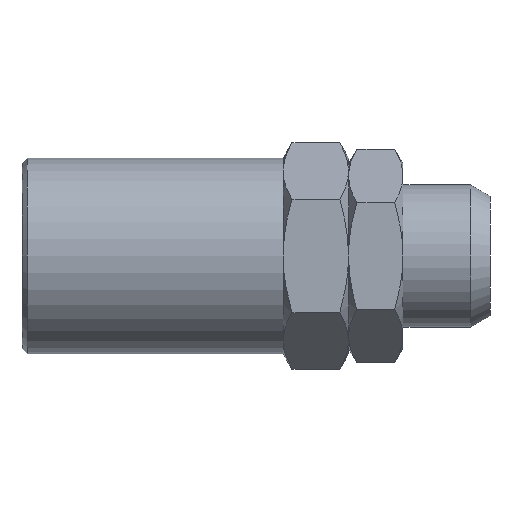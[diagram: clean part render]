
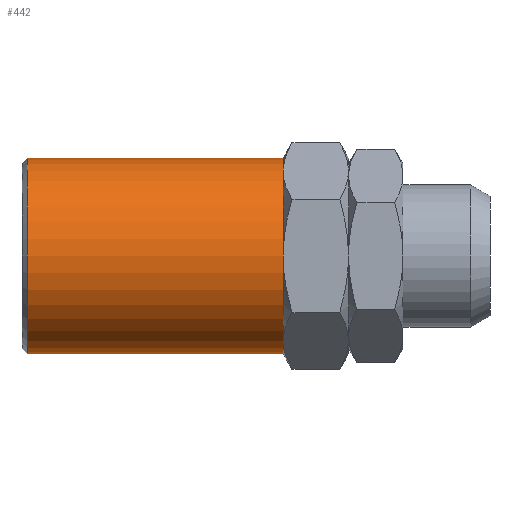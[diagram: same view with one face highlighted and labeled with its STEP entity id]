
A CAD part, left-side view. The second image highlights one B-rep face of the part: STEP entity #442.
In plain terms, the highlighted cylindrical face has radius 9 mm (diameter 18 mm), a full revolution.
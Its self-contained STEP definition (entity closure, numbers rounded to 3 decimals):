
#61 = CARTESIAN_POINT ( 'NONE',  ( 4.5, 11., -7.794 ) ) ;
#72 = EDGE_CURVE ( 'NONE', #1564, #1295, #827, .T. ) ;
#86 = EDGE_CURVE ( 'NONE', #1373, #1564, #813, .T. ) ;
#99 = EDGE_CURVE ( 'NONE', #1295, #1049, #1613, .T. ) ;
#169 = ORIENTED_EDGE ( 'NONE', *, *, #229, .F. ) ;
#206 = CARTESIAN_POINT ( 'NONE',  ( 4.5, 34.5, -7.794 ) ) ;
#222 = EDGE_CURVE ( 'NONE', #1237, #1373, #727, .T. ) ;
#229 = EDGE_CURVE ( 'NONE', #422, #422, #699, .T. ) ;
#232 = CARTESIAN_POINT ( 'NONE',  ( -4.5, 11., -7.794 ) ) ;
#249 = CARTESIAN_POINT ( 'NONE',  ( -4.5, 11., 7.794 ) ) ;
#261 = CARTESIAN_POINT ( 'NONE',  ( 4.5, 11., 7.794 ) ) ;
#293 = CARTESIAN_POINT ( 'NONE',  ( 9., 11., 0. ) ) ;
#296 = CARTESIAN_POINT ( 'NONE',  ( -9., 11., 0. ) ) ;
#318 = CARTESIAN_POINT ( 'NONE',  ( 0., 11., 0. ) ) ;
#344 = EDGE_CURVE ( 'NONE', #1630, #1237, #645, .T. ) ;
#351 = EDGE_CURVE ( 'NONE', #1049, #1630, #652, .T. ) ;
#422 = VERTEX_POINT ( 'NONE', #206 ) ;
#442 = ADVANCED_FACE ( 'NONE', ( #587, #579 ), #573, .T. ) ;
#472 = DIRECTION ( 'NONE',  ( 0., 1., 0. ) ) ;
#502 = ORIENTED_EDGE ( 'NONE', *, *, #351, .T. ) ;
#513 = DIRECTION ( 'NONE',  ( 0.5, 0., -0.866 ) ) ;
#573 = CYLINDRICAL_SURFACE ( 'NONE', #1064, 9. ) ;
#579 = FACE_OUTER_BOUND ( 'NONE', #1558, .T. ) ;
#587 = FACE_OUTER_BOUND ( 'NONE', #1359, .T. ) ;
#622 = CARTESIAN_POINT ( 'NONE',  ( 0., 11., 0. ) ) ;
#628 = DIRECTION ( 'NONE',  ( 0.5, 0., -0.866 ) ) ;
#645 = CIRCLE ( 'NONE', #1272, 9. ) ;
#652 = CIRCLE ( 'NONE', #1270, 9. ) ;
#654 = CARTESIAN_POINT ( 'NONE',  ( 0., 11., 0. ) ) ;
#673 = DIRECTION ( 'NONE',  ( 0., 1., 0. ) ) ;
#699 = CIRCLE ( 'NONE', #1293, 9. ) ;
#727 = CIRCLE ( 'NONE', #1297, 9. ) ;
#813 = CIRCLE ( 'NONE', #1331, 9. ) ;
#827 = CIRCLE ( 'NONE', #1335, 9. ) ;
#844 = DIRECTION ( 'NONE',  ( 0., 1., 0. ) ) ;
#929 = DIRECTION ( 'NONE',  ( 0.5, 0., -0.866 ) ) ;
#946 = ORIENTED_EDGE ( 'NONE', *, *, #86, .T. ) ;
#950 = ORIENTED_EDGE ( 'NONE', *, *, #72, .T. ) ;
#969 = ORIENTED_EDGE ( 'NONE', *, *, #344, .T. ) ;
#972 = ORIENTED_EDGE ( 'NONE', *, *, #99, .T. ) ;
#989 = ORIENTED_EDGE ( 'NONE', *, *, #222, .T. ) ;
#1049 = VERTEX_POINT ( 'NONE', #61 ) ;
#1064 = AXIS2_PLACEMENT_3D ( 'NONE', #1189, #1182, #1152 ) ;
#1152 = DIRECTION ( 'NONE',  ( 0., 0., -1. ) ) ;
#1182 = DIRECTION ( 'NONE',  ( 0., -1., 0. ) ) ;
#1189 = CARTESIAN_POINT ( 'NONE',  ( 0., 34.5, 0. ) ) ;
#1237 = VERTEX_POINT ( 'NONE', #296 ) ;
#1270 = AXIS2_PLACEMENT_3D ( 'NONE', #1338, #1314, #1328 ) ;
#1272 = AXIS2_PLACEMENT_3D ( 'NONE', #1376, #1374, #1372 ) ;
#1293 = AXIS2_PLACEMENT_3D ( 'NONE', #1481, #1478, #1475 ) ;
#1295 = VERTEX_POINT ( 'NONE', #293 ) ;
#1297 = AXIS2_PLACEMENT_3D ( 'NONE', #1528, #1526, #1525 ) ;
#1314 = DIRECTION ( 'NONE',  ( 0., 1., 0. ) ) ;
#1317 = AXIS2_PLACEMENT_3D ( 'NONE', #654, #844, #929 ) ;
#1328 = DIRECTION ( 'NONE',  ( 0.5, 0., -0.866 ) ) ;
#1331 = AXIS2_PLACEMENT_3D ( 'NONE', #622, #673, #628 ) ;
#1335 = AXIS2_PLACEMENT_3D ( 'NONE', #318, #472, #513 ) ;
#1338 = CARTESIAN_POINT ( 'NONE',  ( 0., 11., 0. ) ) ;
#1359 = EDGE_LOOP ( 'NONE', ( #972, #502, #969, #989, #946, #950 ) ) ;
#1372 = DIRECTION ( 'NONE',  ( 0.5, 0., -0.866 ) ) ;
#1373 = VERTEX_POINT ( 'NONE', #249 ) ;
#1374 = DIRECTION ( 'NONE',  ( 0., 1., 0. ) ) ;
#1376 = CARTESIAN_POINT ( 'NONE',  ( 0., 11., 0. ) ) ;
#1475 = DIRECTION ( 'NONE',  ( 0.5, 0., -0.866 ) ) ;
#1478 = DIRECTION ( 'NONE',  ( 0., 1., 0. ) ) ;
#1481 = CARTESIAN_POINT ( 'NONE',  ( 0., 34.5, 0. ) ) ;
#1525 = DIRECTION ( 'NONE',  ( 0.5, 0., -0.866 ) ) ;
#1526 = DIRECTION ( 'NONE',  ( 0., 1., 0. ) ) ;
#1528 = CARTESIAN_POINT ( 'NONE',  ( 0., 11., 0. ) ) ;
#1558 = EDGE_LOOP ( 'NONE', ( #169 ) ) ;
#1564 = VERTEX_POINT ( 'NONE', #261 ) ;
#1613 = CIRCLE ( 'NONE', #1317, 9. ) ;
#1630 = VERTEX_POINT ( 'NONE', #232 ) ;
